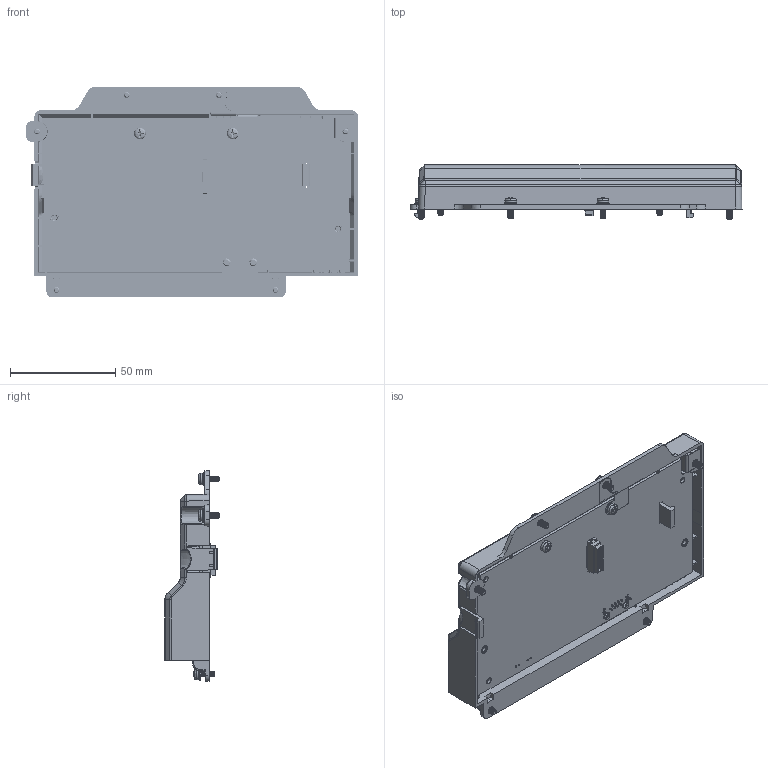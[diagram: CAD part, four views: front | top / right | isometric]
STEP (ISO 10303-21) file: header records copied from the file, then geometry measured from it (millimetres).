
FILE_DESCRIPTION (( 'STEP AP214' ), '1' );
FILE_NAME ('sf-module b1 no color.STEP', '2021-02-23T00:53:24', ( '' ), ( '' ), 'SwSTEP 2.0', 'SolidWorks 2017', '' );
FILE_SCHEMA (( 'AUTOMOTIVE_DESIGN' ));
Length unit declared in the file: inch
Products named in the file (1): sf-module b1 no color
Bounding box: 157.5 x 25.7 x 100 mm (x, y, z)
Volume: 61400.6 mm3; surface area: 77305.7 mm2
Topology: 19 solids, 19 shells, 2685 faces, 7423 edges, 4716 vertices
Faces by surface type: plane 1322, cylinder 861, bspline 397, cone 105
Entity records: 120651 total; most frequent: CARTESIAN_POINT 55449, ORIENTED_EDGE 14588, DIRECTION 11901, EDGE_CURVE 7294, VERTEX_POINT 4716, VECTOR 4585, LINE 4585, AXIS2_PLACEMENT_3D 3658
